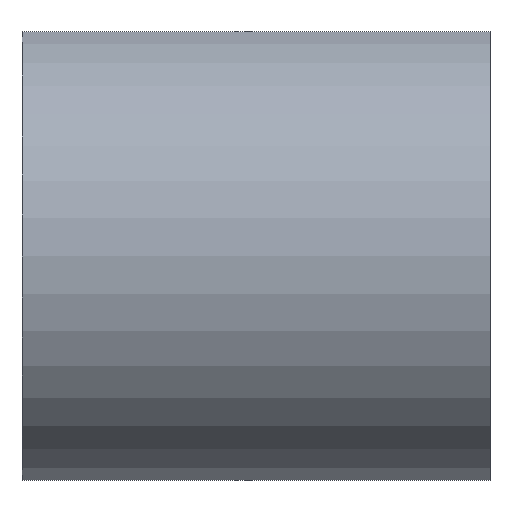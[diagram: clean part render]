
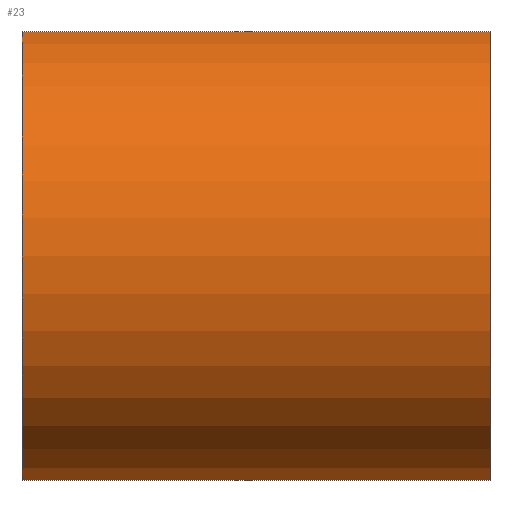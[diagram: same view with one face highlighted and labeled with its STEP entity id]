
A CAD part, left-side view. The second image highlights one B-rep face of the part: STEP entity #23.
In plain terms, the highlighted cylindrical face has radius 26.26 mm (diameter 52.52 mm), a partial arc.
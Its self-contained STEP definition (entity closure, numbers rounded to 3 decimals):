
#4 = DIRECTION ( 'NONE',  ( 0., -1., 0. ) ) ;
#9 = VERTEX_POINT ( 'NONE', #184 ) ;
#10 = VERTEX_POINT ( 'NONE', #106 ) ;
#13 = DIRECTION ( 'NONE',  ( 0., 1., 0. ) ) ;
#16 = EDGE_CURVE ( 'NONE', #9, #82, #98, .T. ) ;
#23 = ADVANCED_FACE ( 'NONE', ( #158 ), #122, .T. ) ;
#28 = CARTESIAN_POINT ( 'NONE',  ( -2.31, 53., 25.4 ) ) ;
#35 = EDGE_LOOP ( 'NONE', ( #131, #100, #69, #93 ) ) ;
#36 = DIRECTION ( 'NONE',  ( 0., -1., 0. ) ) ;
#39 = VERTEX_POINT ( 'NONE', #136 ) ;
#45 = AXIS2_PLACEMENT_3D ( 'NONE', #200, #13, #63 ) ;
#56 = CARTESIAN_POINT ( 'NONE',  ( -2.31, 53., 25.4 ) ) ;
#60 = LINE ( 'NONE', #28, #85 ) ;
#63 = DIRECTION ( 'NONE',  ( 0., 0., 1. ) ) ;
#64 = DIRECTION ( 'NONE',  ( 0., 0., 1. ) ) ;
#65 = EDGE_CURVE ( 'NONE', #10, #39, #81, .T. ) ;
#67 = CARTESIAN_POINT ( 'NONE',  ( 4.355, 53., 0. ) ) ;
#69 = ORIENTED_EDGE ( 'NONE', *, *, #16, .F. ) ;
#73 = DIRECTION ( 'NONE',  ( 0., -1., 0. ) ) ;
#81 = CIRCLE ( 'NONE', #185, 26.26 ) ;
#82 = VERTEX_POINT ( 'NONE', #56 ) ;
#83 = DIRECTION ( 'NONE',  ( 0., 1., 0. ) ) ;
#85 = VECTOR ( 'NONE', #73, 1000. ) ;
#93 = ORIENTED_EDGE ( 'NONE', *, *, #170, .T. ) ;
#98 = CIRCLE ( 'NONE', #45, 26.26 ) ;
#100 = ORIENTED_EDGE ( 'NONE', *, *, #189, .F. ) ;
#106 = CARTESIAN_POINT ( 'NONE',  ( -2.31, 0., -25.4 ) ) ;
#122 = CYLINDRICAL_SURFACE ( 'NONE', #171, 26.26 ) ;
#131 = ORIENTED_EDGE ( 'NONE', *, *, #65, .T. ) ;
#134 = DIRECTION ( 'NONE',  ( 0., 0., -1. ) ) ;
#136 = CARTESIAN_POINT ( 'NONE',  ( -2.31, 0., 25.4 ) ) ;
#145 = CARTESIAN_POINT ( 'NONE',  ( 4.355, 0., 0. ) ) ;
#150 = CARTESIAN_POINT ( 'NONE',  ( -2.31, 53., -25.4 ) ) ;
#156 = VECTOR ( 'NONE', #36, 1000. ) ;
#158 = FACE_OUTER_BOUND ( 'NONE', #35, .T. ) ;
#170 = EDGE_CURVE ( 'NONE', #9, #10, #192, .T. ) ;
#171 = AXIS2_PLACEMENT_3D ( 'NONE', #67, #4, #134 ) ;
#184 = CARTESIAN_POINT ( 'NONE',  ( -2.31, 53., -25.4 ) ) ;
#185 = AXIS2_PLACEMENT_3D ( 'NONE', #145, #83, #64 ) ;
#189 = EDGE_CURVE ( 'NONE', #82, #39, #60, .T. ) ;
#192 = LINE ( 'NONE', #150, #156 ) ;
#200 = CARTESIAN_POINT ( 'NONE',  ( 4.355, 53., 0. ) ) ;
